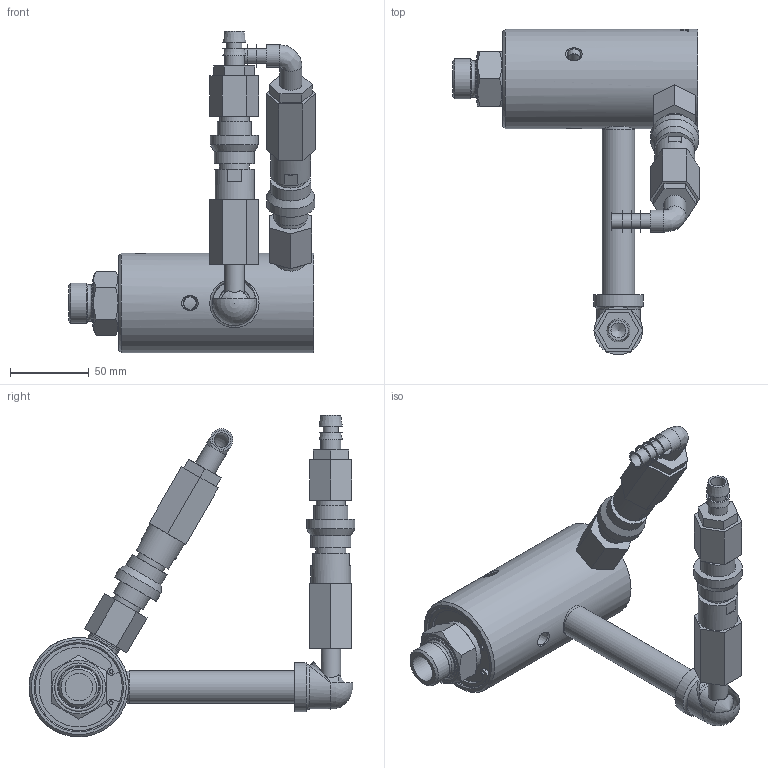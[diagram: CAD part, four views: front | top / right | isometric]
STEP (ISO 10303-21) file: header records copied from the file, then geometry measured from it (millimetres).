
FILE_DESCRIPTION(/* description */ (''),/* implementation_level */ '2;1');
FILE_NAME(/* name */ '257-113-118-IC.stp',/* time_stamp */ '2020-05-17T13:50:23-05:00',/* author */ ('Moorera'),/* organization */ (''),/* preprocessor_version */ 'ST-DEVELOPER v18.1',/* originating_system */ 'Autodesk Inventor 2020',/* authorisation */ '');
FILE_SCHEMA (('AUTOMOTIVE_DESIGN { 1 0 10303 214 3 1 1 }'));
Length unit declared in the file: millimetre
Products named in the file (1): 257-113-118-IC
Bounding box: 156.24 x 206.61 x 204.03 mm (x, y, z)
Volume: 541715.8 mm3; surface area: 108456.7 mm2
Topology: 1 solids, 3 shells, 586 faces, 1577 edges, 1076 vertices
Faces by surface type: plane 246, bspline 161, cylinder 116, cone 50, torus 12, sphere 1
Full cylindrical faces by diameter (mm): 2.311 x2, 6.35 x4, 7 x4, 7.95 x3, 9.3 x2, 9.525 x4, 9.55 x1, 11 x4, 12.41 x1, 12.58 x1, 12.75 x1, 14.2 x2, 15.5 x1, 15.86 x1, 16.574 x1, 17.475 x7, 17.5 x1, 18.48 x2, 19.03 x2, 20.574 x1, 21.595 x1, 21.64 x2, 22.56 x2, 25.17 x2, 25.357 x1, 25.48 x2, 27 x1, 30.64 x2, 30.66 x2, 31.25 x1
Entity records: 52968 total; most frequent: CARTESIAN_POINT 38374, ORIENTED_EDGE 3126, DIRECTION 2661, EDGE_CURVE 1563, VERTEX_POINT 1076, AXIS2_PLACEMENT_3D 1008, EDGE_LOOP 688, LINE 645
